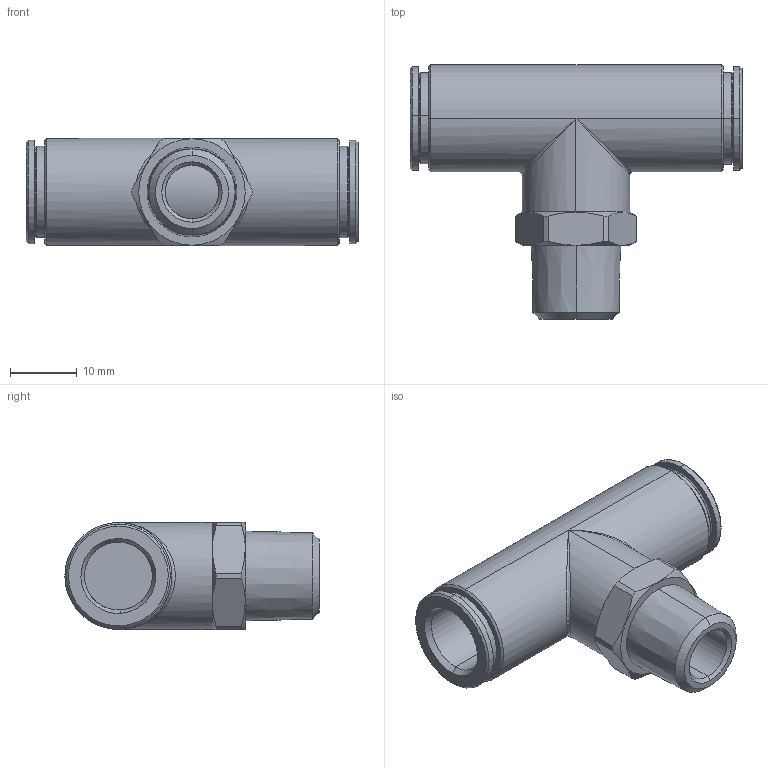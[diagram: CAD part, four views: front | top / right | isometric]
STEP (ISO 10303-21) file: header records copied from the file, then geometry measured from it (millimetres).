
FILE_DESCRIPTION (( 'STEP AP203' ), '1' );
FILE_NAME ('X0100052.STEP', '2010-10-20T08:06:00', ( '' ), ( 'sopra-pneumatic' ), 'SwSTEP 2.0', 'SolidWorks 2009', '' );
FILE_SCHEMA (( 'CONFIG_CONTROL_DESIGN' ));
Length unit declared in the file: millimetre
Products named in the file (1): X0100052
Bounding box: 49.61 x 38 x 16 mm (x, y, z)
Volume: 9678.1 mm3; surface area: 5909.8 mm2
Topology: 1 solids, 1 shells, 81 faces, 184 edges, 110 vertices
Faces by surface type: cylinder 28, cone 24, plane 19, torus 8, bspline 2
Entity records: 3173 total; most frequent: CARTESIAN_POINT 1286, DIRECTION 406, ORIENTED_EDGE 360, EDGE_CURVE 180, AXIS2_PLACEMENT_3D 174, VERTEX_POINT 110, CIRCLE 94, EDGE_LOOP 90
